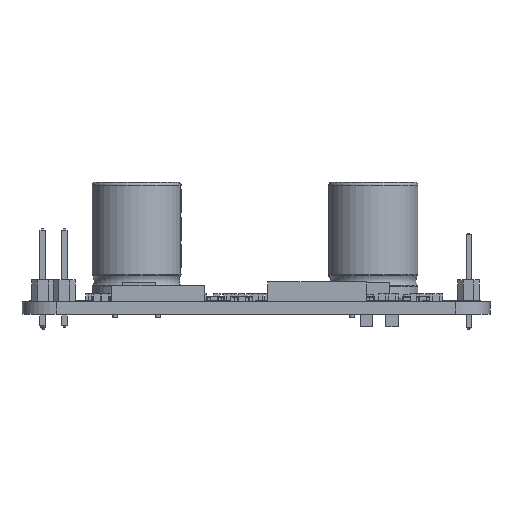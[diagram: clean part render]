
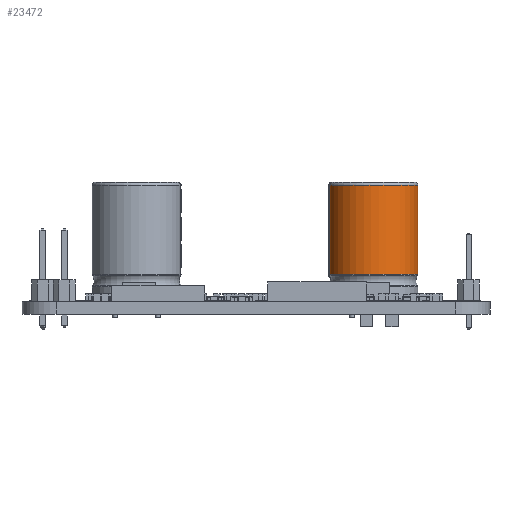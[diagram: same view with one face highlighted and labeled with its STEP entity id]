
A CAD part, left-side view. The second image highlights one B-rep face of the part: STEP entity #23472.
In plain terms, the highlighted cylindrical face has radius 5.25 mm (diameter 10.5 mm), a partial arc.
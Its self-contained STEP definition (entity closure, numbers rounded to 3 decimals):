
#676=CIRCLE('',#25183,5.25);
#677=CIRCLE('',#25185,5.25);
#1643=CYLINDRICAL_SURFACE('',#25184,5.25);
#4162=FACE_OUTER_BOUND('',#5411,.T.);
#5411=EDGE_LOOP('',(#18925,#18926,#18927,#18928));
#8279=LINE('',#36659,#10332);
#8290=LINE('',#36729,#10343);
#10332=VECTOR('',#29579,1.);
#10343=VECTOR('',#29650,1.);
#11894=VERTEX_POINT('',#36655);
#11896=VERTEX_POINT('',#36658);
#11917=VERTEX_POINT('',#36709);
#11925=VERTEX_POINT('',#36727);
#14390=EDGE_CURVE('',#11896,#11894,#8279,.T.);
#14426=EDGE_CURVE('',#11917,#11925,#8290,.T.);
#14430=EDGE_CURVE('',#11917,#11894,#676,.T.);
#14431=EDGE_CURVE('',#11896,#11925,#677,.T.);
#18925=ORIENTED_EDGE('',*,*,#14390,.T.);
#18926=ORIENTED_EDGE('',*,*,#14430,.F.);
#18927=ORIENTED_EDGE('',*,*,#14426,.T.);
#18928=ORIENTED_EDGE('',*,*,#14431,.F.);
#23472=ADVANCED_FACE('',(#4162),#1643,.T.);
#25183=AXIS2_PLACEMENT_3D('',#36738,#29667,#29668);
#25184=AXIS2_PLACEMENT_3D('',#36739,#29669,#29670);
#25185=AXIS2_PLACEMENT_3D('',#36740,#29671,#29672);
#29579=DIRECTION('',(0.,0.,1.));
#29650=DIRECTION('',(0.,0.,-1.));
#29667=DIRECTION('center_axis',(0.,0.,1.));
#29668=DIRECTION('ref_axis',(-1.,0.,0.));
#29669=DIRECTION('center_axis',(0.,0.,1.));
#29670=DIRECTION('ref_axis',(-1.,0.,0.));
#29671=DIRECTION('center_axis',(0.,0.,-1.));
#29672=DIRECTION('ref_axis',(1.,0.,0.));
#36655=CARTESIAN_POINT('',(5.185,-0.821,13.65));
#36658=CARTESIAN_POINT('',(5.185,-0.821,3.187));
#36659=CARTESIAN_POINT('',(5.185,-0.821,7.));
#36709=CARTESIAN_POINT('',(5.185,0.821,13.65));
#36727=CARTESIAN_POINT('',(5.185,0.821,3.187));
#36729=CARTESIAN_POINT('',(5.185,0.821,7.));
#36738=CARTESIAN_POINT('Origin',(0.,0.,13.65));
#36739=CARTESIAN_POINT('Origin',(0.,0.,7.));
#36740=CARTESIAN_POINT('Origin',(0.,0.,3.187));
